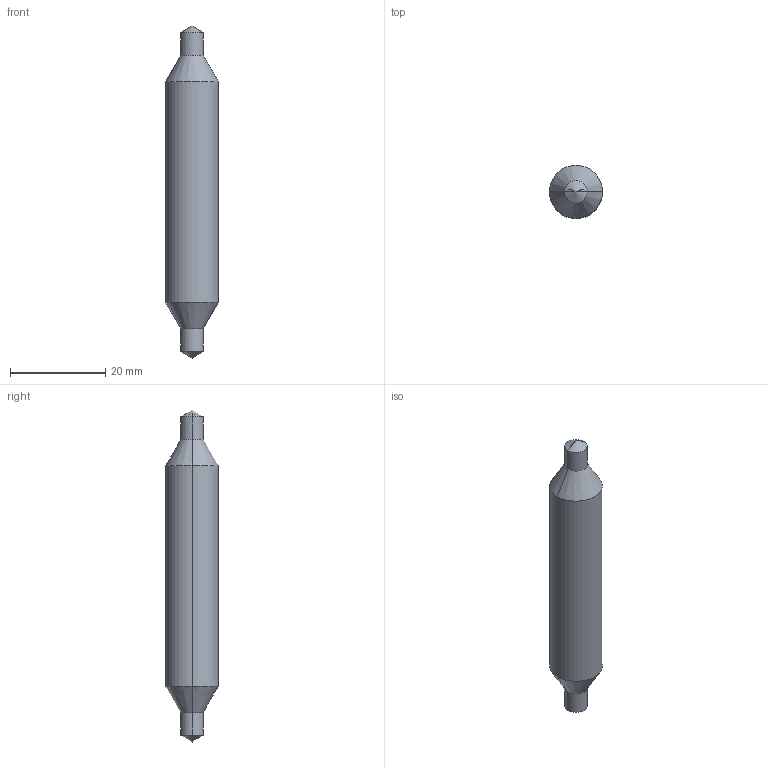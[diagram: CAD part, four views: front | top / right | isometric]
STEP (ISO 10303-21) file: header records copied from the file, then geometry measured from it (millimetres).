
FILE_DESCRIPTION (( 'STEP AP214' ), '1' );
FILE_NAME ('Micro_DC-5.STEP', '2021-08-31T17:22:40', ( '' ), ( '' ), 'SwSTEP 2.0', 'SolidWorks 2020', '' );
FILE_SCHEMA (( 'AUTOMOTIVE_DESIGN' ));
Length unit declared in the file: inch
Products named in the file (1): Micro_DC-5
Bounding box: 11.11 x 11.11 x 69.85 mm (x, y, z)
Volume: 5264.4 mm3; surface area: 2122.4 mm2
Topology: 1 solids, 1 shells, 14 faces, 30 edges, 14 vertices
Faces by surface type: cone 8, cylinder 6
Entity records: 382 total; most frequent: DIRECTION 68, CARTESIAN_POINT 55, ORIENTED_EDGE 52, AXIS2_PLACEMENT_3D 27, EDGE_CURVE 26, EDGE_LOOP 14, VECTOR 14, VERTEX_POINT 14
